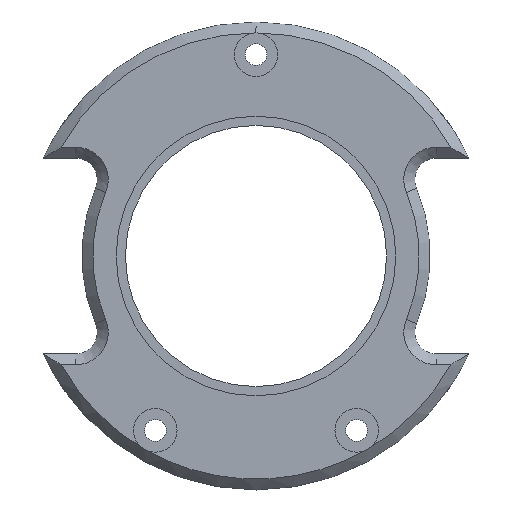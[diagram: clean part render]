
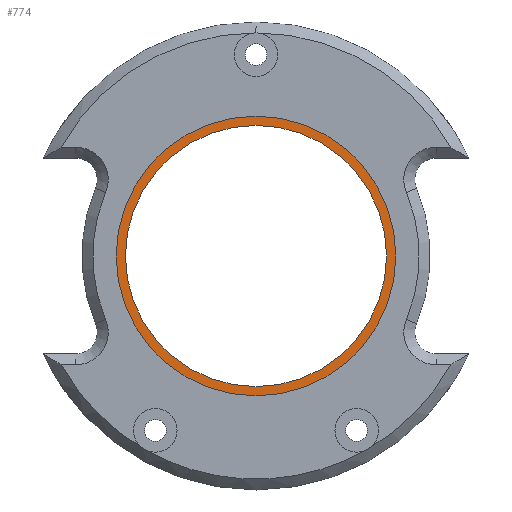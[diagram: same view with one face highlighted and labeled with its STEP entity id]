
A CAD part, front view. The second image highlights one B-rep face of the part: STEP entity #774.
In plain terms, the highlighted planar face has unit normal (0, -1, 0).
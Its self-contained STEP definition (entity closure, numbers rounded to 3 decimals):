
#15 = CARTESIAN_POINT ( 'NONE',  ( 0., 1.3, 12.85 ) ) ;
#37 = CIRCLE ( 'NONE', #1674, 12.85 ) ;
#79 = ORIENTED_EDGE ( 'NONE', *, *, #374, .T. ) ;
#115 = DIRECTION ( 'NONE',  ( 0., -1., 0. ) ) ;
#163 = EDGE_LOOP ( 'NONE', ( #1309, #1728 ) ) ;
#261 = DIRECTION ( 'NONE',  ( 0., -1., 0. ) ) ;
#322 = CARTESIAN_POINT ( 'NONE',  ( 0., 1.3, 12. ) ) ;
#324 = CIRCLE ( 'NONE', #1055, 12.85 ) ;
#374 = EDGE_CURVE ( 'NONE', #1686, #1870, #37, .T. ) ;
#441 = DIRECTION ( 'NONE',  ( 0., 0., -1. ) ) ;
#443 = PLANE ( 'NONE',  #1882 ) ;
#541 = DIRECTION ( 'NONE',  ( 0., 0., -1. ) ) ;
#601 = FACE_BOUND ( 'NONE', #163, .T. ) ;
#757 = CIRCLE ( 'NONE', #1159, 12. ) ;
#768 = CARTESIAN_POINT ( 'NONE',  ( 0., 1.3, 0. ) ) ;
#774 = ADVANCED_FACE ( 'NONE', ( #601, #1899 ), #443, .T. ) ;
#779 = EDGE_LOOP ( 'NONE', ( #79, #1721 ) ) ;
#928 = CARTESIAN_POINT ( 'NONE',  ( 0., 1.3, -12.85 ) ) ;
#966 = EDGE_CURVE ( 'NONE', #1870, #1686, #324, .T. ) ;
#1032 = EDGE_CURVE ( 'NONE', #1707, #1481, #2049, .T. ) ;
#1055 = AXIS2_PLACEMENT_3D ( 'NONE', #1669, #1810, #541 ) ;
#1077 = EDGE_CURVE ( 'NONE', #1481, #1707, #757, .T. ) ;
#1081 = CARTESIAN_POINT ( 'NONE',  ( 0., 1.3, 0. ) ) ;
#1159 = AXIS2_PLACEMENT_3D ( 'NONE', #1898, #115, #441 ) ;
#1194 = CARTESIAN_POINT ( 'NONE',  ( 0., 1.3, 0. ) ) ;
#1309 = ORIENTED_EDGE ( 'NONE', *, *, #1077, .F. ) ;
#1419 = DIRECTION ( 'NONE',  ( 0., 0., -1. ) ) ;
#1481 = VERTEX_POINT ( 'NONE', #1839 ) ;
#1580 = DIRECTION ( 'NONE',  ( 0., -1., 0. ) ) ;
#1639 = DIRECTION ( 'NONE',  ( 0., 0., -1. ) ) ;
#1669 = CARTESIAN_POINT ( 'NONE',  ( 0., 1.3, 0. ) ) ;
#1674 = AXIS2_PLACEMENT_3D ( 'NONE', #768, #261, #2046 ) ;
#1675 = AXIS2_PLACEMENT_3D ( 'NONE', #1194, #1854, #1639 ) ;
#1686 = VERTEX_POINT ( 'NONE', #928 ) ;
#1707 = VERTEX_POINT ( 'NONE', #322 ) ;
#1721 = ORIENTED_EDGE ( 'NONE', *, *, #966, .T. ) ;
#1728 = ORIENTED_EDGE ( 'NONE', *, *, #1032, .F. ) ;
#1810 = DIRECTION ( 'NONE',  ( 0., -1., 0. ) ) ;
#1839 = CARTESIAN_POINT ( 'NONE',  ( 0., 1.3, -12. ) ) ;
#1854 = DIRECTION ( 'NONE',  ( 0., -1., 0. ) ) ;
#1870 = VERTEX_POINT ( 'NONE', #15 ) ;
#1882 = AXIS2_PLACEMENT_3D ( 'NONE', #1081, #1580, #1419 ) ;
#1898 = CARTESIAN_POINT ( 'NONE',  ( 0., 1.3, 0. ) ) ;
#1899 = FACE_OUTER_BOUND ( 'NONE', #779, .T. ) ;
#2046 = DIRECTION ( 'NONE',  ( 0., 0., -1. ) ) ;
#2049 = CIRCLE ( 'NONE', #1675, 12. ) ;
